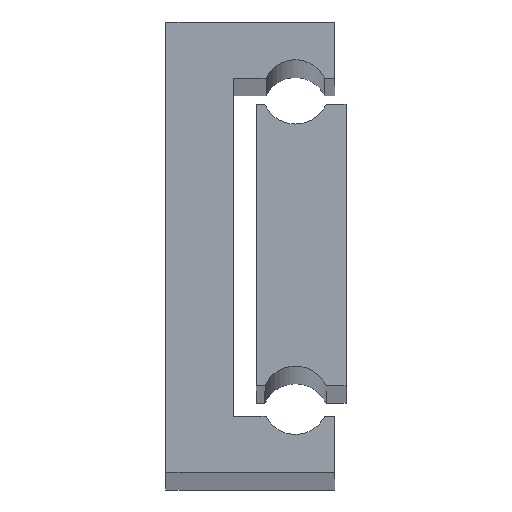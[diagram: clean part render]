
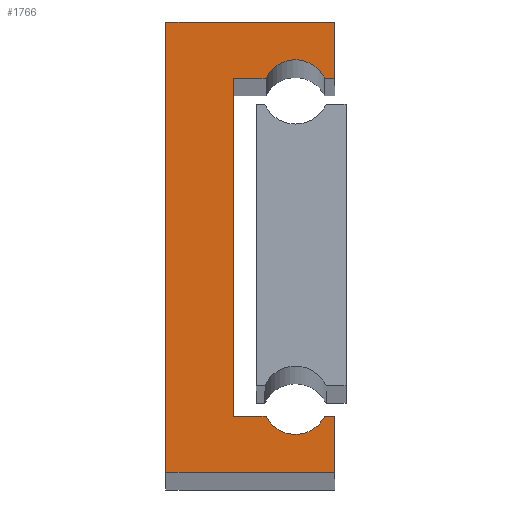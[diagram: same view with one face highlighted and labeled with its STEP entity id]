
A CAD part, top view. The second image highlights one B-rep face of the part: STEP entity #1766.
In plain terms, the highlighted planar face has unit normal (0, 0, 1).
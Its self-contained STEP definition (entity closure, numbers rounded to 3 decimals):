
#38 = DIRECTION ( 'NONE',  ( 1., 0., 0. ) ) ;
#111 = AXIS2_PLACEMENT_3D ( 'NONE', #977, #1096, #1591 ) ;
#131 = EDGE_CURVE ( 'NONE', #303, #1174, #884, .T. ) ;
#138 = VECTOR ( 'NONE', #297, 1000. ) ;
#140 = CARTESIAN_POINT ( 'NONE',  ( 15., 5., 450. ) ) ;
#155 = VERTEX_POINT ( 'NONE', #140 ) ;
#181 = CARTESIAN_POINT ( 'NONE',  ( 0., 0., 450. ) ) ;
#198 = ORIENTED_EDGE ( 'NONE', *, *, #1282, .T. ) ;
#210 = AXIS2_PLACEMENT_3D ( 'NONE', #904, #1520, #1081 ) ;
#261 = EDGE_LOOP ( 'NONE', ( #671, #1568, #372, #1078, #390, #1957, #675, #1929, #696, #198, #650, #1248 ) ) ;
#263 = EDGE_CURVE ( 'NONE', #155, #1681, #1029, .T. ) ;
#268 = LINE ( 'NONE', #1169, #462 ) ;
#270 = CARTESIAN_POINT ( 'NONE',  ( 15., 5., 450. ) ) ;
#279 = LINE ( 'NONE', #889, #429 ) ;
#283 = VERTEX_POINT ( 'NONE', #1377 ) ;
#297 = DIRECTION ( 'NONE',  ( -1., 0., 0. ) ) ;
#303 = VERTEX_POINT ( 'NONE', #1600 ) ;
#309 = LINE ( 'NONE', #1706, #1321 ) ;
#319 = VERTEX_POINT ( 'NONE', #1084 ) ;
#334 = VECTOR ( 'NONE', #38, 1000. ) ;
#372 = ORIENTED_EDGE ( 'NONE', *, *, #1557, .T. ) ;
#390 = ORIENTED_EDGE ( 'NONE', *, *, #771, .T. ) ;
#421 = CARTESIAN_POINT ( 'NONE',  ( 6., 5., 450. ) ) ;
#429 = VECTOR ( 'NONE', #1011, 1000. ) ;
#440 = CARTESIAN_POINT ( 'NONE',  ( 0., 0., 450. ) ) ;
#443 = DIRECTION ( 'NONE',  ( 1., 0., 0. ) ) ;
#462 = VECTOR ( 'NONE', #1307, 1000. ) ;
#466 = PLANE ( 'NONE',  #210 ) ;
#472 = EDGE_CURVE ( 'NONE', #1967, #1798, #1680, .T. ) ;
#477 = LINE ( 'NONE', #1375, #1908 ) ;
#493 = VECTOR ( 'NONE', #1052, 1000. ) ;
#494 = VERTEX_POINT ( 'NONE', #1781 ) ;
#529 = VECTOR ( 'NONE', #828, 1000. ) ;
#586 = DIRECTION ( 'NONE',  ( -1., 0., 0. ) ) ;
#591 = DIRECTION ( 'NONE',  ( -1., 0., 0. ) ) ;
#604 = LINE ( 'NONE', #440, #493 ) ;
#650 = ORIENTED_EDGE ( 'NONE', *, *, #1156, .T. ) ;
#671 = ORIENTED_EDGE ( 'NONE', *, *, #726, .T. ) ;
#675 = ORIENTED_EDGE ( 'NONE', *, *, #1693, .T. ) ;
#696 = ORIENTED_EDGE ( 'NONE', *, *, #472, .T. ) ;
#699 = CARTESIAN_POINT ( 'NONE',  ( 11.5, 33.75, 450. ) ) ;
#726 = EDGE_CURVE ( 'NONE', #1174, #319, #604, .T. ) ;
#732 = LINE ( 'NONE', #421, #1032 ) ;
#771 = EDGE_CURVE ( 'NONE', #1681, #1201, #820, .T. ) ;
#820 = CIRCLE ( 'NONE', #111, 2.89 ) ;
#828 = DIRECTION ( 'NONE',  ( 0., 1., 0. ) ) ;
#878 = DIRECTION ( 'NONE',  ( -1., 0., 0. ) ) ;
#884 = LINE ( 'NONE', #1532, #138 ) ;
#889 = CARTESIAN_POINT ( 'NONE',  ( 15., 40., 450. ) ) ;
#904 = CARTESIAN_POINT ( 'NONE',  ( 11.5, 33.75, 450. ) ) ;
#977 = CARTESIAN_POINT ( 'NONE',  ( 11.5, 6.25, 450. ) ) ;
#1011 = DIRECTION ( 'NONE',  ( 0., 1., 0. ) ) ;
#1027 = CARTESIAN_POINT ( 'NONE',  ( 14.105, 5., 450. ) ) ;
#1028 = CARTESIAN_POINT ( 'NONE',  ( 8.895, 5., 450. ) ) ;
#1029 = LINE ( 'NONE', #270, #1838 ) ;
#1032 = VECTOR ( 'NONE', #1801, 1000. ) ;
#1052 = DIRECTION ( 'NONE',  ( 0., -1., 0. ) ) ;
#1078 = ORIENTED_EDGE ( 'NONE', *, *, #263, .T. ) ;
#1081 = DIRECTION ( 'NONE',  ( -1., 0., 0. ) ) ;
#1084 = CARTESIAN_POINT ( 'NONE',  ( 0., 0., 450. ) ) ;
#1096 = DIRECTION ( 'NONE',  ( 0., 0., -1. ) ) ;
#1143 = CARTESIAN_POINT ( 'NONE',  ( 8.895, 35., 450. ) ) ;
#1156 = EDGE_CURVE ( 'NONE', #1346, #303, #279, .T. ) ;
#1169 = CARTESIAN_POINT ( 'NONE',  ( 8.895, 35., 450. ) ) ;
#1171 = EDGE_CURVE ( 'NONE', #494, #1967, #268, .T. ) ;
#1174 = VERTEX_POINT ( 'NONE', #1499 ) ;
#1193 = AXIS2_PLACEMENT_3D ( 'NONE', #699, #1629, #878 ) ;
#1201 = VERTEX_POINT ( 'NONE', #1028 ) ;
#1204 = CARTESIAN_POINT ( 'NONE',  ( 14.105, 35., 450. ) ) ;
#1248 = ORIENTED_EDGE ( 'NONE', *, *, #131, .T. ) ;
#1282 = EDGE_CURVE ( 'NONE', #1798, #1346, #477, .T. ) ;
#1307 = DIRECTION ( 'NONE',  ( 1., 0., 0. ) ) ;
#1321 = VECTOR ( 'NONE', #586, 1000. ) ;
#1346 = VERTEX_POINT ( 'NONE', #1975 ) ;
#1375 = CARTESIAN_POINT ( 'NONE',  ( 15., 35., 450. ) ) ;
#1377 = CARTESIAN_POINT ( 'NONE',  ( 15., 0., 450. ) ) ;
#1434 = LINE ( 'NONE', #181, #334 ) ;
#1499 = CARTESIAN_POINT ( 'NONE',  ( 0., 40., 450. ) ) ;
#1520 = DIRECTION ( 'NONE',  ( 0., 0., -1. ) ) ;
#1532 = CARTESIAN_POINT ( 'NONE',  ( 0., 40., 450. ) ) ;
#1557 = EDGE_CURVE ( 'NONE', #283, #155, #1739, .T. ) ;
#1562 = CARTESIAN_POINT ( 'NONE',  ( 6., 5., 450. ) ) ;
#1568 = ORIENTED_EDGE ( 'NONE', *, *, #1850, .T. ) ;
#1591 = DIRECTION ( 'NONE',  ( 1., 0., 0. ) ) ;
#1600 = CARTESIAN_POINT ( 'NONE',  ( 15., 40., 450. ) ) ;
#1629 = DIRECTION ( 'NONE',  ( 0., 0., -1. ) ) ;
#1661 = FACE_OUTER_BOUND ( 'NONE', #261, .T. ) ;
#1680 = CIRCLE ( 'NONE', #1193, 2.89 ) ;
#1681 = VERTEX_POINT ( 'NONE', #1027 ) ;
#1693 = EDGE_CURVE ( 'NONE', #1829, #494, #732, .T. ) ;
#1706 = CARTESIAN_POINT ( 'NONE',  ( 8.895, 5., 450. ) ) ;
#1739 = LINE ( 'NONE', #1898, #529 ) ;
#1766 = ADVANCED_FACE ( 'NONE', ( #1661 ), #466, .F. ) ;
#1781 = CARTESIAN_POINT ( 'NONE',  ( 6., 35., 450. ) ) ;
#1788 = EDGE_CURVE ( 'NONE', #1201, #1829, #309, .T. ) ;
#1798 = VERTEX_POINT ( 'NONE', #1204 ) ;
#1801 = DIRECTION ( 'NONE',  ( 0., 1., 0. ) ) ;
#1829 = VERTEX_POINT ( 'NONE', #1562 ) ;
#1838 = VECTOR ( 'NONE', #591, 1000. ) ;
#1850 = EDGE_CURVE ( 'NONE', #319, #283, #1434, .T. ) ;
#1898 = CARTESIAN_POINT ( 'NONE',  ( 15., 0., 450. ) ) ;
#1908 = VECTOR ( 'NONE', #443, 1000. ) ;
#1929 = ORIENTED_EDGE ( 'NONE', *, *, #1171, .T. ) ;
#1957 = ORIENTED_EDGE ( 'NONE', *, *, #1788, .T. ) ;
#1967 = VERTEX_POINT ( 'NONE', #1143 ) ;
#1975 = CARTESIAN_POINT ( 'NONE',  ( 15., 35., 450. ) ) ;
